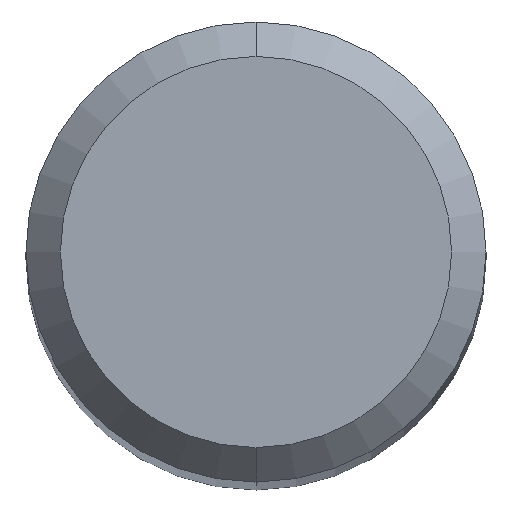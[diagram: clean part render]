
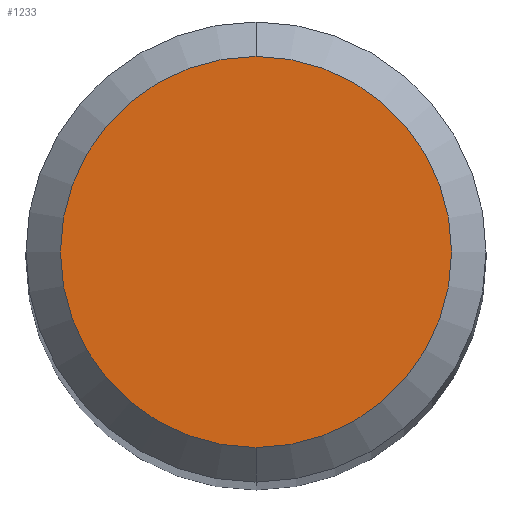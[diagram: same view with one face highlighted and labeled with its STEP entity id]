
A CAD part, top view. The second image highlights one B-rep face of the part: STEP entity #1233.
In plain terms, the highlighted planar face has unit normal (0, 0, 1).
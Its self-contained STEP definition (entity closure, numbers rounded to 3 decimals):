
#533=EDGE_CURVE('',#565,#1223,#1369,.T.);
#541=EDGE_CURVE('',#1223,#565,#1377,.T.);
#565=VERTEX_POINT('',#1403);
#1223=VERTEX_POINT('',#2119);
#1233=ADVANCED_FACE('',(#2130),#2131,.T.);
#1369=CIRCLE('',#2557,1.7);
#1377=CIRCLE('',#2572,1.7);
#1403=CARTESIAN_POINT('',(0.,-1.7,0.0));
#2119=CARTESIAN_POINT('',(0.0,1.7,0.0));
#2130=FACE_OUTER_BOUND('',#5697,.T.);
#2131=PLANE('',#5698);
#2557=AXIS2_PLACEMENT_3D('',#5873,#5874,#5875);
#2572=AXIS2_PLACEMENT_3D('',#5876,#5877,#5878);
#5697=EDGE_LOOP('',(#6647,#6648));
#5698=AXIS2_PLACEMENT_3D('',#6649,#6650,#6651);
#5873=CARTESIAN_POINT('',(0.0,0.0,0.0));
#5874=DIRECTION('',(0.0,0.0,-1.0));
#5875=DIRECTION('',(0.0,1.0,0.0));
#5876=CARTESIAN_POINT('',(0.0,0.0,0.0));
#5877=DIRECTION('',(0.0,0.0,-1.0));
#5878=DIRECTION('',(0.0,1.0,0.0));
#6647=ORIENTED_EDGE('',*,*,#541,.F.);
#6648=ORIENTED_EDGE('',*,*,#533,.F.);
#6649=CARTESIAN_POINT('',(0.0,0.85,0.0));
#6650=DIRECTION('',(-0.0,0.0,1.0));
#6651=DIRECTION('',(0.0,-1.0,0.0));
